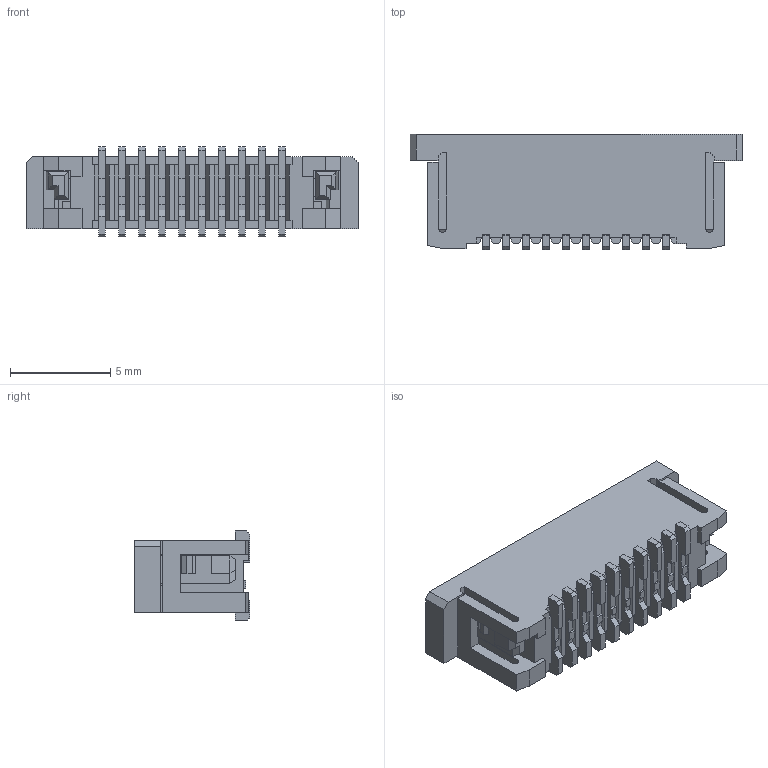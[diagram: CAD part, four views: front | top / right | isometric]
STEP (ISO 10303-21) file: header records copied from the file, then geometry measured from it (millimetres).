
FILE_DESCRIPTION((''),'2;1');
FILE_NAME('526101033','2014-03-12T',('me'),(''),'PRO/ENGINEER BY PARAMETRIC TECHNOLOGY CORPORATION, 2011490','PRO/ENGINEER BY PARAMETRIC TECHNOLOGY CORPORATION, 2011490','');
FILE_SCHEMA(('CONFIG_CONTROL_DESIGN'));
Length unit declared in the file: millimetre
Products named in the file (1): 526101033
Bounding box: 16.6 x 5.75 x 4.5 mm (x, y, z)
Volume: 252.2 mm3; surface area: 844.5 mm2
Topology: 1 solids, 1 shells, 901 faces, 2847 edges, 1906 vertices
Faces by surface type: plane 846, cylinder 55
Entity records: 30920 total; most frequent: CARTESIAN_POINT 5587, ORIENTED_EDGE 5534, DIRECTION 4757, EDGE_CURVE 2767, VECTOR 2737, LINE 2737, VERTEX_POINT 1826, AXIS2_PLACEMENT_3D 1010
